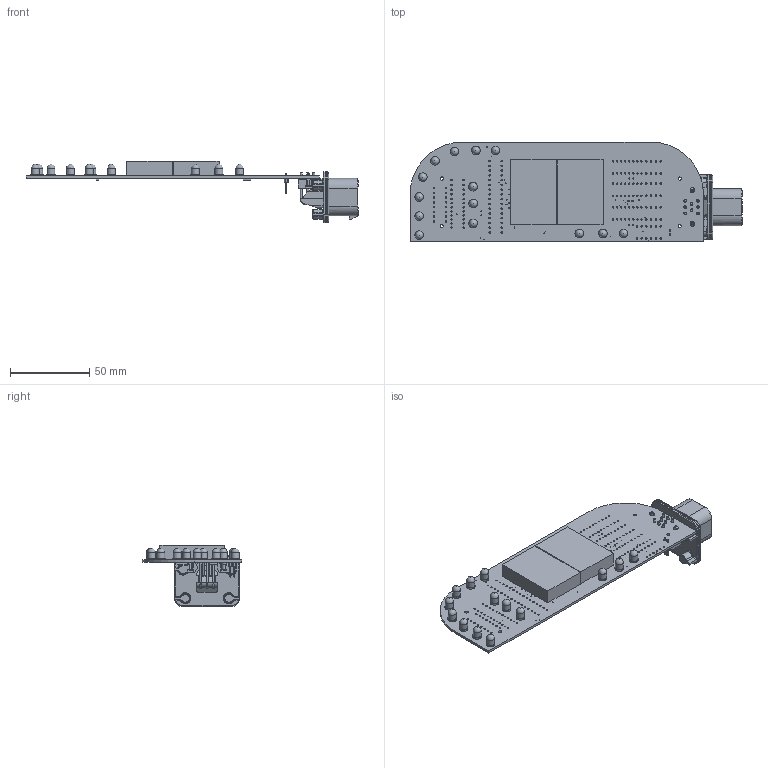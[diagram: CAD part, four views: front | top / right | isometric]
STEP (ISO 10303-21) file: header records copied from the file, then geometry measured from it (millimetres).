
FILE_DESCRIPTION(/* description */ (''),/* implementation_level */ '2;1');
FILE_NAME(/* name */ 'new-display.step',/* time_stamp */ '2020-02-21T10:13:50-03:00',/* author */ (''),/* organization */ (''),/* preprocessor_version */ 'ST-DEVELOPER v18',/* originating_system */ 'Autodesk Translation Framework v8.12.0.6',/* authorisation */ '');
FILE_SCHEMA (('AUTOMOTIVE_DESIGN { 1 0 10303 214 3 1 1 }'));
Length unit declared in the file: millimetre
Products named in the file (10): new-display; PCB Component; Board; LED5MM; DISPLAY1.2; 220; SN74HC595N ; 0.1uF; 1X02; 1-776280-1
Assembly tree (74 placements, depth 3):
  new-display
    PCB Component
      Board
      LED5MM  x14
      DISPLAY1.2  x2
      220  x46
      SN74HC595N   x4
      0.1uF  x4
      1X02
      1-776280-1
Bounding box: 209.3 x 63 x 38.57 mm (x, y, z)
Volume: 50105.9 mm3; surface area: 45301.9 mm2
Topology: 73 solids, 73 shells, 1252 faces, 3120 edges, 2050 vertices
Faces by surface type: plane 702, cylinder 455, torus 47, bspline 28, sphere 14, cone 6
Full cylindrical faces by diameter (mm): 0.35 x42, 0.7 x8, 0.813 x92, 0.9 x92, 1 x20, 1.016 x2, 1.3 x16, 1.75 x8, 2 x4, 2.17 x4, 2.85 x2, 4.978 x14, 5.461 x14
Entity records: 31737 total; most frequent: CARTESIAN_POINT 6869, DIRECTION 5124, ORIENTED_EDGE 4730, EDGE_CURVE 2365, AXIS2_PLACEMENT_3D 1896, VERTEX_POINT 1543, EDGE_LOOP 1452, LINE 1332
